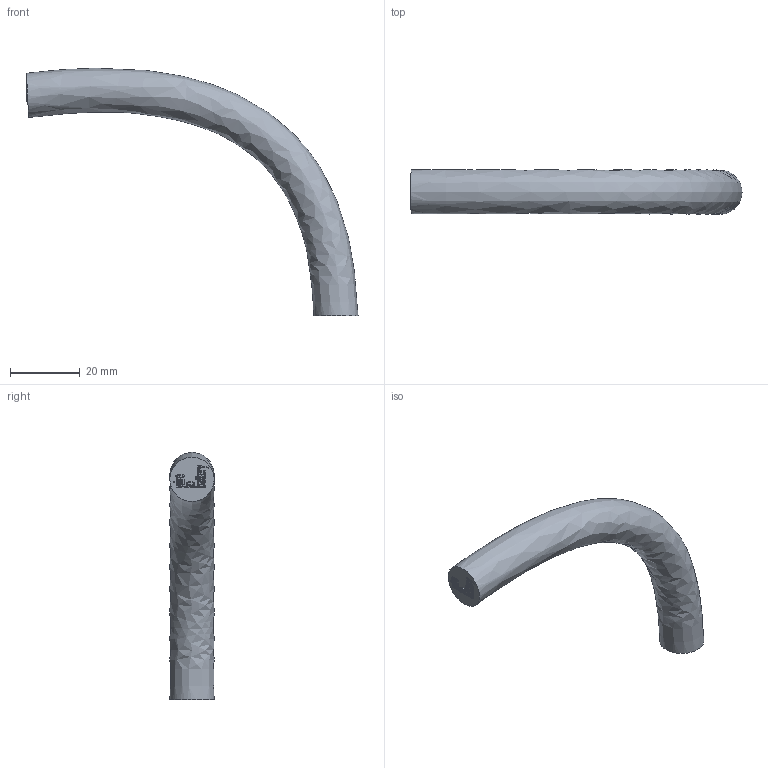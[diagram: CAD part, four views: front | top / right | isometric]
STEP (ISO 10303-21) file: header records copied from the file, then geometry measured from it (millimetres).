
FILE_DESCRIPTION(/* description */ (''),/* implementation_level */ '2;1');
FILE_NAME(/* name */ 'Wire to Power.stp',/* time_stamp */ '2018-07-31T12:52:12-07:00',/* author */ ('MJ'),/* organization */ (''),/* preprocessor_version */ 'ST-DEVELOPER v16.13',/* originating_system */ 'Autodesk Inventor 2018',/* authorisation */ '');
FILE_SCHEMA (('AUTOMOTIVE_DESIGN { 1 0 10303 214 3 1 1 }'));
Length unit declared in the file: inch
Products named in the file (1): Wire to Power
Bounding box: 95.26 x 12.7 x 71.04 mm (x, y, z)
Volume: 16153.9 mm3; surface area: 5378.9 mm2
Topology: 1 solids, 1 shells, 208 faces, 564 edges, 376 vertices
Faces by surface type: plane 125, bspline 83
Entity records: 7391 total; most frequent: CARTESIAN_POINT 2648, ORIENTED_EDGE 1128, DIRECTION 653, EDGE_CURVE 564, LINE 397, VECTOR 397, VERTEX_POINT 376, EDGE_LOOP 226
